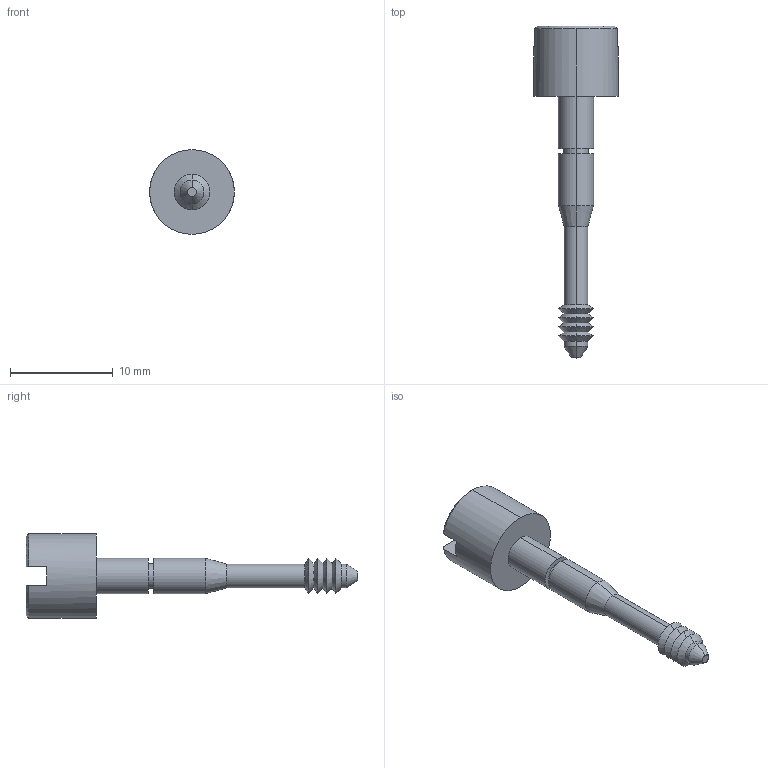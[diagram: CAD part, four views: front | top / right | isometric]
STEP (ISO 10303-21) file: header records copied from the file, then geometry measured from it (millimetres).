
FILE_DESCRIPTION (( 'STEP AP214' ), '1' );
FILE_NAME ('GPIB-TMBSC-18.STEP', '2014-05-05T19:34:26', ( 'L-Com' ), ( 'L-Com Global Connectivity' ), 'SwSTEP 2.0', 'SolidWorks 2014', '' );
FILE_SCHEMA (( 'AUTOMOTIVE_DESIGN' ));
Length unit declared in the file: inch
Products named in the file (1): GPIB-TMBSC-18
Bounding box: 8.26 x 32.36 x 8.26 mm (x, y, z)
Volume: 486.9 mm3; surface area: 575.7 mm2
Topology: 1 solids, 1 shells, 50 faces, 110 edges, 65 vertices
Faces by surface type: cone 23, cylinder 14, plane 13
Entity records: 1413 total; most frequent: DIRECTION 263, CARTESIAN_POINT 238, ORIENTED_EDGE 220, EDGE_CURVE 110, AXIS2_PLACEMENT_3D 106, VERTEX_POINT 65, CIRCLE 55, EDGE_LOOP 53
